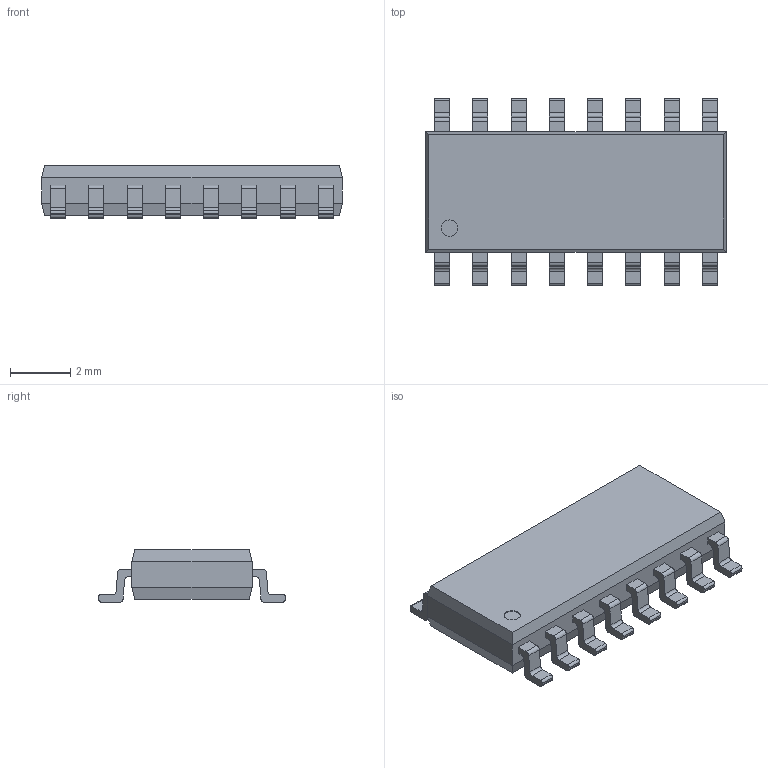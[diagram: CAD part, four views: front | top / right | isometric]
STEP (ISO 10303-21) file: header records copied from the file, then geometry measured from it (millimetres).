
FILE_DESCRIPTION(('FreeCAD Model'),'2;1');
FILE_NAME('IOC.step', '2018-10-01T13:18:40',('Author'),(''), 'Open CASCADE STEP processor 7.2','FreeCAD','Unknown');
FILE_SCHEMA(('AUTOMOTIVE_DESIGN { 1 0 10303 214 1 1 1 1 }'));
Length unit declared in the file: millimetre
Products named in the file (3): Array_(Mirror_#1); Array; Cut
Bounding box: 10 x 6.21 x 1.75 mm (x, y, z)
Volume: 68.6 mm3; surface area: 168.4 mm2
Topology: 17 solids, 17 shells, 272 faces, 703 edges, 466 vertices
Faces by surface type: plane 175, cylinder 97
Full cylindrical faces by diameter (mm): 0.54 x1
Entity records: 17883 total; most frequent: CARTESIAN_POINT 3430, DIRECTION 2752, LINE 1721, VECTOR 1721, ORIENTED_EDGE 1406, PCURVE 1406, DEFINITIONAL_REPRESENTATION 1406, EDGE_CURVE 703
